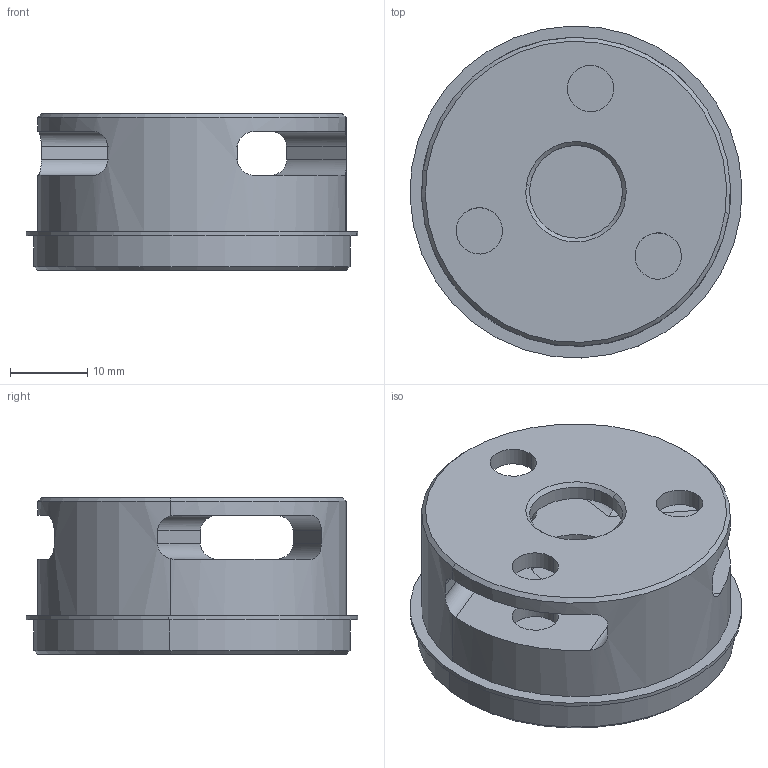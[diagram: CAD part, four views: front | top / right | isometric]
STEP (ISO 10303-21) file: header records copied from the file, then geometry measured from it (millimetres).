
FILE_DESCRIPTION (( 'STEP AP203' ), '1' );
FILE_NAME ('RMD-X8-S2-V3_Rotor_Predeterminado_sldprt.STEP', '2023-10-28T09:53:43', ( '' ), ( '' ), 'SwSTEP 2.0', 'SolidWorks 2022', '' );
FILE_SCHEMA (( 'CONFIG_CONTROL_DESIGN' ));
Length unit declared in the file: millimetre
Products named in the file (1): RMD-X8-S2-V3_Rotor_Predeterminado_sldprt
Bounding box: 42.97 x 42.97 x 20.3 mm (x, y, z)
Volume: 18299.9 mm3; surface area: 8181.3 mm2
Topology: 1 solids, 1 shells, 83 faces, 200 edges, 130 vertices
Faces by surface type: cylinder 51, plane 26, cone 6
Entity records: 2996 total; most frequent: CARTESIAN_POINT 913, DIRECTION 438, ORIENTED_EDGE 400, EDGE_CURVE 200, AXIS2_PLACEMENT_3D 176, VERTEX_POINT 130, EDGE_LOOP 106, CIRCLE 92
